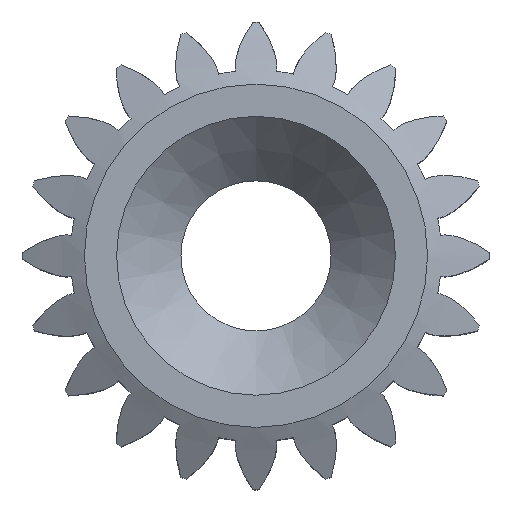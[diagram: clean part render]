
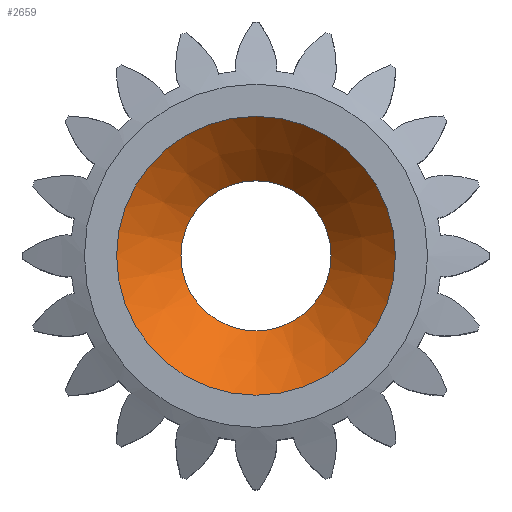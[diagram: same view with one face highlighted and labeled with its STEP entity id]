
A CAD part, top view. The second image highlights one B-rep face of the part: STEP entity #2659.
In plain terms, the highlighted conical face has half-angle 45 degrees and reference radius 5 mm.
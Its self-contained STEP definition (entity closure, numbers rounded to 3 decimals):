
#248=LINE('',#5970,#402);
#402=VECTOR('',#3435,5.);
#567=CONICAL_SURFACE('',#2875,5.,0.785);
#723=FACE_OUTER_BOUND('',#881,.T.);
#881=EDGE_LOOP('',(#2419,#2420,#2421,#2422));
#973=CIRCLE('',#2876,6.5);
#974=CIRCLE('',#2877,3.5);
#1222=VERTEX_POINT('',#5967);
#1223=VERTEX_POINT('',#5969);
#1622=EDGE_CURVE('',#1222,#1222,#973,.T.);
#1623=EDGE_CURVE('',#1222,#1223,#248,.T.);
#1624=EDGE_CURVE('',#1223,#1223,#974,.T.);
#2419=ORIENTED_EDGE('',*,*,#1622,.T.);
#2420=ORIENTED_EDGE('',*,*,#1623,.T.);
#2421=ORIENTED_EDGE('',*,*,#1624,.T.);
#2422=ORIENTED_EDGE('',*,*,#1623,.F.);
#2659=ADVANCED_FACE('',(#723),#567,.F.);
#2875=AXIS2_PLACEMENT_3D('',#5966,#3431,#3432);
#2876=AXIS2_PLACEMENT_3D('',#5968,#3433,#3434);
#2877=AXIS2_PLACEMENT_3D('',#5971,#3436,#3437);
#3431=DIRECTION('center_axis',(0.,0.,1.));
#3432=DIRECTION('ref_axis',(0.,1.,0.));
#3433=DIRECTION('center_axis',(0.,0.,1.));
#3434=DIRECTION('ref_axis',(0.,1.,0.));
#3435=DIRECTION('',(0.,0.707,-0.707));
#3436=DIRECTION('center_axis',(0.,0.,-1.));
#3437=DIRECTION('ref_axis',(0.,1.,0.));
#5966=CARTESIAN_POINT('Origin',(-145.219,278.928,54.5));
#5967=CARTESIAN_POINT('',(-145.219,272.428,56.));
#5968=CARTESIAN_POINT('Origin',(-145.219,278.928,56.));
#5969=CARTESIAN_POINT('',(-145.219,275.428,53.));
#5970=CARTESIAN_POINT('',(-145.219,273.928,54.5));
#5971=CARTESIAN_POINT('Origin',(-145.219,278.928,53.));
